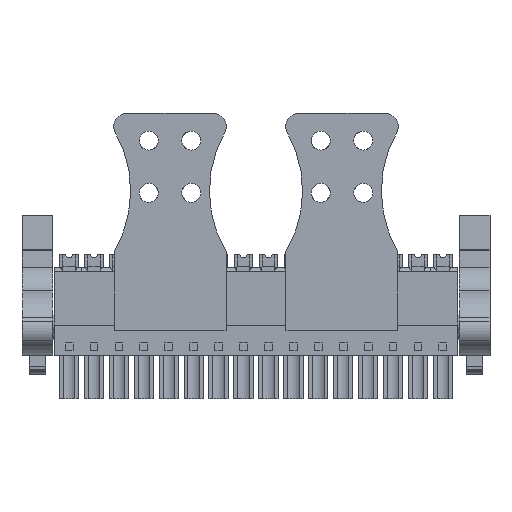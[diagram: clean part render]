
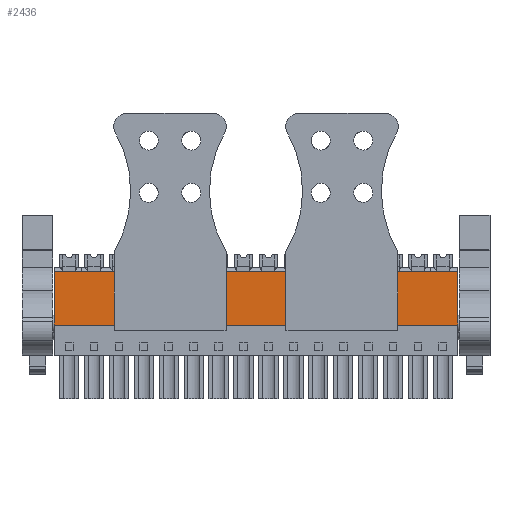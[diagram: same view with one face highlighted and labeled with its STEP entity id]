
A CAD part, front view. The second image highlights one B-rep face of the part: STEP entity #2436.
In plain terms, the highlighted planar face has unit normal (0, -1, 0).
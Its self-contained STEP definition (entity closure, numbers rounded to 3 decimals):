
#2416=AXIS2_PLACEMENT_3D('Plane Axis2P3D',#2413,#2414,#2415) ;
#77=CARTESIAN_POINT('Vertex',(4.9,2.029,11.25)) ;
#80=CARTESIAN_POINT('Line Origine',(4.9,2.029,15.325)) ;
#84=CARTESIAN_POINT('Vertex',(4.9,2.029,19.4)) ;
#2398=CARTESIAN_POINT('Vertex',(66.65,2.029,11.25)) ;
#2401=CARTESIAN_POINT('Line Origine',(35.775,2.029,11.25)) ;
#2413=CARTESIAN_POINT('Axis2P3D Location',(35.28,2.029,19.4)) ;
#2418=CARTESIAN_POINT('Line Origine',(66.65,2.029,15.325)) ;
#2422=CARTESIAN_POINT('Vertex',(66.65,2.029,19.4)) ;
#2425=CARTESIAN_POINT('Line Origine',(35.775,2.029,19.4)) ;
#81=DIRECTION('Vector Direction',(0.,0.,1.)) ;
#2402=DIRECTION('Vector Direction',(1.,0.,0.)) ;
#2414=DIRECTION('Axis2P3D Direction',(0.,-1.,0.)) ;
#2415=DIRECTION('Axis2P3D XDirection',(0.,0.,-1.)) ;
#2419=DIRECTION('Vector Direction',(0.,0.,-1.)) ;
#2426=DIRECTION('Vector Direction',(1.,0.,0.)) ;
#82=VECTOR('Line Direction',#81,1.) ;
#2403=VECTOR('Line Direction',#2402,1.) ;
#2420=VECTOR('Line Direction',#2419,1.) ;
#2427=VECTOR('Line Direction',#2426,1.) ;
#2431=ORIENTED_EDGE('',*,*,#2405,.T.) ;
#2432=ORIENTED_EDGE('',*,*,#2424,.F.) ;
#2433=ORIENTED_EDGE('',*,*,#2429,.F.) ;
#2434=ORIENTED_EDGE('',*,*,#86,.F.) ;
#2436=ADVANCED_FACE('HOUSING',(#2435),#2417,.T.) ;
#86=EDGE_CURVE('',#78,#85,#83,.T.) ;
#2405=EDGE_CURVE('',#78,#2399,#2404,.T.) ;
#2424=EDGE_CURVE('',#2423,#2399,#2421,.T.) ;
#2429=EDGE_CURVE('',#85,#2423,#2428,.T.) ;
#2430=EDGE_LOOP('',(#2431,#2432,#2433,#2434)) ;
#2435=FACE_OUTER_BOUND('',#2430,.T.) ;
#83=LINE('Line',#80,#82) ;
#2404=LINE('Line',#2401,#2403) ;
#2421=LINE('Line',#2418,#2420) ;
#2428=LINE('Line',#2425,#2427) ;
#2417=PLANE('',#2416) ;
#78=VERTEX_POINT('',#77) ;
#85=VERTEX_POINT('',#84) ;
#2399=VERTEX_POINT('',#2398) ;
#2423=VERTEX_POINT('',#2422) ;
